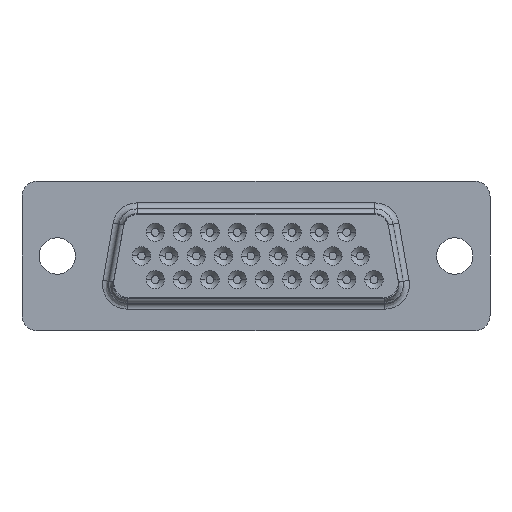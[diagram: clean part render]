
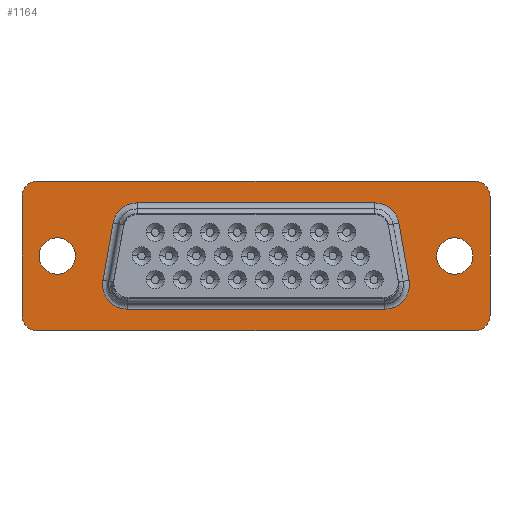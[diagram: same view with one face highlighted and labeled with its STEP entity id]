
A CAD part, front view. The second image highlights one B-rep face of the part: STEP entity #1164.
In plain terms, the highlighted planar face has unit normal (0, -1, 0).
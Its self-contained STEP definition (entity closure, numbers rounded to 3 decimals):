
#134=FACE_BOUND('',#2080,.T.);
#135=FACE_BOUND('',#2081,.T.);
#136=FACE_BOUND('',#2082,.T.);
#137=FACE_BOUND('',#2083,.T.);
#1164=ADVANCED_FACE('',(#134,#135,#136,#137),#1348,.T.);
#1348=PLANE('',#11043);
#2080=EDGE_LOOP('',(#3532,#3533));
#2081=EDGE_LOOP('',(#3534,#3535));
#2082=EDGE_LOOP('',(#3536,#3537,#3538,#3539,#3540,#3541,#3542,#3543));
#2083=EDGE_LOOP('',(#3544,#3545,#3546,#3547,#3548,#3549,#3550,#3551));
#3532=ORIENTED_EDGE('',*,*,#5337,.T.);
#3533=ORIENTED_EDGE('',*,*,#5333,.T.);
#3534=ORIENTED_EDGE('',*,*,#5343,.T.);
#3535=ORIENTED_EDGE('',*,*,#5339,.T.);
#3536=ORIENTED_EDGE('',*,*,#5377,.T.);
#3537=ORIENTED_EDGE('',*,*,#5378,.T.);
#3538=ORIENTED_EDGE('',*,*,#5379,.T.);
#3539=ORIENTED_EDGE('',*,*,#5380,.T.);
#3540=ORIENTED_EDGE('',*,*,#5381,.T.);
#3541=ORIENTED_EDGE('',*,*,#5382,.T.);
#3542=ORIENTED_EDGE('',*,*,#5383,.T.);
#3543=ORIENTED_EDGE('',*,*,#5384,.T.);
#3544=ORIENTED_EDGE('',*,*,#5376,.F.);
#3545=ORIENTED_EDGE('',*,*,#5353,.F.);
#3546=ORIENTED_EDGE('',*,*,#5358,.F.);
#3547=ORIENTED_EDGE('',*,*,#5361,.F.);
#3548=ORIENTED_EDGE('',*,*,#5364,.F.);
#3549=ORIENTED_EDGE('',*,*,#5367,.F.);
#3550=ORIENTED_EDGE('',*,*,#5370,.F.);
#3551=ORIENTED_EDGE('',*,*,#5373,.F.);
#4506=VERTEX_POINT('',#16062);
#4507=VERTEX_POINT('',#16063);
#4510=VERTEX_POINT('',#16078);
#4511=VERTEX_POINT('',#16079);
#4522=VERTEX_POINT('',#16111);
#4523=VERTEX_POINT('',#16112);
#4526=VERTEX_POINT('',#16121);
#4528=VERTEX_POINT('',#16127);
#4530=VERTEX_POINT('',#16133);
#4532=VERTEX_POINT('',#16139);
#4534=VERTEX_POINT('',#16145);
#4536=VERTEX_POINT('',#16151);
#4538=VERTEX_POINT('',#16159);
#4539=VERTEX_POINT('',#16160);
#4540=VERTEX_POINT('',#16162);
#4541=VERTEX_POINT('',#16164);
#4542=VERTEX_POINT('',#16166);
#4543=VERTEX_POINT('',#16168);
#4544=VERTEX_POINT('',#16170);
#4545=VERTEX_POINT('',#16172);
#5333=EDGE_CURVE('',#4506,#4507,#6001,.T.);
#5337=EDGE_CURVE('',#4507,#4506,#6003,.T.);
#5339=EDGE_CURVE('',#4510,#4511,#6005,.T.);
#5343=EDGE_CURVE('',#4511,#4510,#6007,.T.);
#5353=EDGE_CURVE('',#4522,#4523,#6013,.T.);
#5358=EDGE_CURVE('',#4526,#4522,#7312,.T.);
#5361=EDGE_CURVE('',#4528,#4526,#6014,.T.);
#5364=EDGE_CURVE('',#4530,#4528,#7317,.T.);
#5367=EDGE_CURVE('',#4532,#4530,#6015,.T.);
#5370=EDGE_CURVE('',#4534,#4532,#7322,.T.);
#5373=EDGE_CURVE('',#4536,#4534,#6016,.T.);
#5376=EDGE_CURVE('',#4523,#4536,#7327,.T.);
#5377=EDGE_CURVE('',#4538,#4539,#6017,.T.);
#5378=EDGE_CURVE('',#4539,#4540,#7328,.T.);
#5379=EDGE_CURVE('',#4540,#4541,#6018,.T.);
#5380=EDGE_CURVE('',#4541,#4542,#7329,.T.);
#5381=EDGE_CURVE('',#4542,#4543,#6019,.T.);
#5382=EDGE_CURVE('',#4543,#4544,#7330,.T.);
#5383=EDGE_CURVE('',#4544,#4545,#6020,.T.);
#5384=EDGE_CURVE('',#4545,#4538,#7331,.T.);
#6001=CIRCLE('',#11014,1.525);
#6003=CIRCLE('',#11016,1.525);
#6005=CIRCLE('',#11018,1.525);
#6007=CIRCLE('',#11020,1.525);
#6013=CIRCLE('',#11027,1.3);
#6014=CIRCLE('',#11030,1.3);
#6015=CIRCLE('',#11033,1.3);
#6016=CIRCLE('',#11036,1.3);
#6017=CIRCLE('',#11039,2.06);
#6018=CIRCLE('',#11040,2.06);
#6019=CIRCLE('',#11041,2.06);
#6020=CIRCLE('',#11042,2.06);
#7312=LINE('',#16120,#7901);
#7317=LINE('',#16132,#7906);
#7322=LINE('',#16144,#7911);
#7327=LINE('',#16156,#7916);
#7328=LINE('',#16161,#7917);
#7329=LINE('',#16165,#7918);
#7330=LINE('',#16169,#7919);
#7331=LINE('',#16173,#7920);
#7901=VECTOR('',#12936,1.);
#7906=VECTOR('',#12947,1.);
#7911=VECTOR('',#12958,1.);
#7916=VECTOR('',#12969,1.);
#7917=VECTOR('',#12974,1.);
#7918=VECTOR('',#12977,1.);
#7919=VECTOR('',#12980,1.);
#7920=VECTOR('',#12983,1.);
#11014=AXIS2_PLACEMENT_3D('',#16061,#12890,#12891);
#11016=AXIS2_PLACEMENT_3D('',#16072,#12897,#12898);
#11018=AXIS2_PLACEMENT_3D('',#16077,#12902,#12903);
#11020=AXIS2_PLACEMENT_3D('',#16088,#12909,#12910);
#11027=AXIS2_PLACEMENT_3D('',#16110,#12928,#12929);
#11030=AXIS2_PLACEMENT_3D('',#16126,#12941,#12942);
#11033=AXIS2_PLACEMENT_3D('',#16138,#12952,#12953);
#11036=AXIS2_PLACEMENT_3D('',#16150,#12963,#12964);
#11039=AXIS2_PLACEMENT_3D('',#16158,#12972,#12973);
#11040=AXIS2_PLACEMENT_3D('',#16163,#12975,#12976);
#11041=AXIS2_PLACEMENT_3D('',#16167,#12978,#12979);
#11042=AXIS2_PLACEMENT_3D('',#16171,#12981,#12982);
#11043=AXIS2_PLACEMENT_3D('',#16174,#12984,#12985);
#12890=DIRECTION('',(0.,1.,0.));
#12891=DIRECTION('',(-1.,0.,0.));
#12897=DIRECTION('',(0.,1.,0.));
#12898=DIRECTION('',(1.,0.,0.));
#12902=DIRECTION('',(0.,1.,0.));
#12903=DIRECTION('',(-1.,0.,0.));
#12909=DIRECTION('',(0.,1.,0.));
#12910=DIRECTION('',(1.,0.,0.));
#12928=DIRECTION('',(0.,1.,0.));
#12929=DIRECTION('',(0.,0.,1.));
#12936=DIRECTION('',(1.,0.,0.));
#12941=DIRECTION('',(0.,1.,0.));
#12942=DIRECTION('',(-1.,0.,0.));
#12947=DIRECTION('',(0.,0.,1.));
#12952=DIRECTION('',(0.,1.,0.));
#12953=DIRECTION('',(0.,0.,-1.));
#12958=DIRECTION('',(-1.,0.,0.));
#12963=DIRECTION('',(0.,1.,0.));
#12964=DIRECTION('',(1.,0.,0.));
#12969=DIRECTION('',(0.,0.,-1.));
#12972=DIRECTION('',(0.,1.,0.));
#12973=DIRECTION('',(0.,0.,1.));
#12974=DIRECTION('',(0.174,0.,-0.985));
#12975=DIRECTION('',(0.,1.,0.));
#12976=DIRECTION('',(0.985,0.,0.174));
#12977=DIRECTION('',(-1.,0.,0.));
#12978=DIRECTION('',(0.,1.,0.));
#12979=DIRECTION('',(0.,0.,-1.));
#12980=DIRECTION('',(0.174,0.,0.985));
#12981=DIRECTION('',(0.,1.,0.));
#12982=DIRECTION('',(-0.985,0.,0.174));
#12983=DIRECTION('',(1.,0.,0.));
#12984=DIRECTION('',(0.,-1.,0.));
#12985=DIRECTION('',(1.,0.,0.));
#16061=CARTESIAN_POINT('',(-16.65,2.7,0.));
#16062=CARTESIAN_POINT('',(-18.175,2.7,0.));
#16063=CARTESIAN_POINT('',(-15.125,2.7,0.));
#16072=CARTESIAN_POINT('',(-16.65,2.7,0.));
#16077=CARTESIAN_POINT('',(16.65,2.7,0.));
#16078=CARTESIAN_POINT('',(15.125,2.7,0.));
#16079=CARTESIAN_POINT('',(18.175,2.7,0.));
#16088=CARTESIAN_POINT('',(16.65,2.7,0.));
#16110=CARTESIAN_POINT('',(18.3,2.7,4.975));
#16111=CARTESIAN_POINT('',(18.3,2.7,6.275));
#16112=CARTESIAN_POINT('',(19.6,2.7,4.975));
#16120=CARTESIAN_POINT('',(-18.3,2.7,6.275));
#16121=CARTESIAN_POINT('',(-18.3,2.7,6.275));
#16126=CARTESIAN_POINT('',(-18.3,2.7,4.975));
#16127=CARTESIAN_POINT('',(-19.6,2.7,4.975));
#16132=CARTESIAN_POINT('',(-19.6,2.7,-4.975));
#16133=CARTESIAN_POINT('',(-19.6,2.7,-4.975));
#16138=CARTESIAN_POINT('',(-18.3,2.7,-4.975));
#16139=CARTESIAN_POINT('',(-18.3,2.7,-6.275));
#16144=CARTESIAN_POINT('',(18.3,2.7,-6.275));
#16145=CARTESIAN_POINT('',(18.3,2.7,-6.275));
#16150=CARTESIAN_POINT('',(18.3,2.7,-4.975));
#16151=CARTESIAN_POINT('',(19.6,2.7,-4.975));
#16156=CARTESIAN_POINT('',(19.6,2.7,4.975));
#16158=CARTESIAN_POINT('',(9.947,2.7,2.39));
#16159=CARTESIAN_POINT('',(9.947,2.7,4.45));
#16160=CARTESIAN_POINT('',(11.976,2.7,2.748));
#16161=CARTESIAN_POINT('',(11.976,2.7,2.748));
#16162=CARTESIAN_POINT('',(12.819,2.7,-2.032));
#16163=CARTESIAN_POINT('',(10.79,2.7,-2.39));
#16164=CARTESIAN_POINT('',(10.79,2.7,-4.45));
#16165=CARTESIAN_POINT('',(10.79,2.7,-4.45));
#16166=CARTESIAN_POINT('',(-10.79,2.7,-4.45));
#16167=CARTESIAN_POINT('',(-10.79,2.7,-2.39));
#16168=CARTESIAN_POINT('',(-12.819,2.7,-2.032));
#16169=CARTESIAN_POINT('',(-12.819,2.7,-2.032));
#16170=CARTESIAN_POINT('',(-11.976,2.7,2.748));
#16171=CARTESIAN_POINT('',(-9.947,2.7,2.39));
#16172=CARTESIAN_POINT('',(-9.947,2.7,4.45));
#16173=CARTESIAN_POINT('',(-9.947,2.7,4.45));
#16174=CARTESIAN_POINT('',(-21.56,2.7,-6.903));
